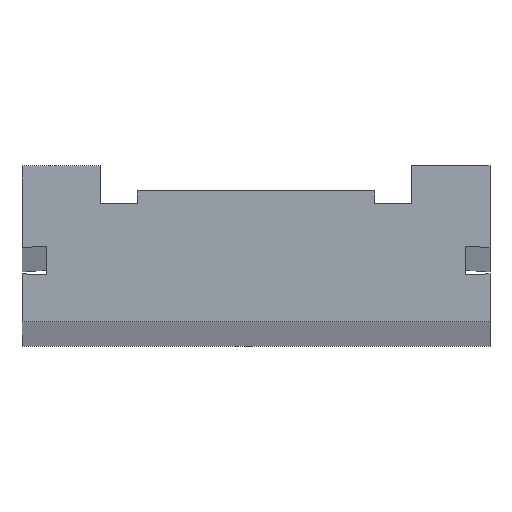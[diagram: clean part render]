
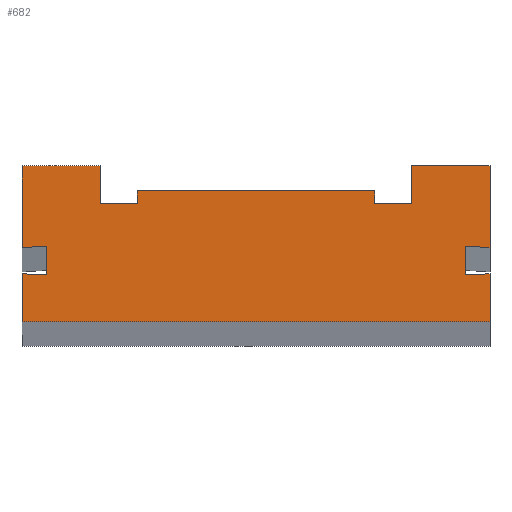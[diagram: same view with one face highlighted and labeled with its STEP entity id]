
A CAD part, top view. The second image highlights one B-rep face of the part: STEP entity #682.
In plain terms, the highlighted planar face has unit normal (0, 0, 1).
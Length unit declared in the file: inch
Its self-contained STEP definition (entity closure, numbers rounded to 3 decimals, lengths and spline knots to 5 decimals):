
#3 = DIRECTION ( 'NONE',  ( 0.999, -0.038, 0. ) ) ;
#9 = CARTESIAN_POINT ( 'NONE',  ( 0.039, 0.1215, 11.125 ) ) ;
#20 = VERTEX_POINT ( 'NONE', #49 ) ;
#27 = LINE ( 'NONE', #95, #299 ) ;
#28 = ORIENTED_EDGE ( 'NONE', *, *, #147, .T. ) ;
#44 = LINE ( 'NONE', #320, #563 ) ;
#45 = DIRECTION ( 'NONE',  ( 0., 1., 0. ) ) ;
#49 = CARTESIAN_POINT ( 'NONE',  ( 0.039, 0.0755, 11.125 ) ) ;
#52 = EDGE_CURVE ( 'NONE', #404, #348, #742, .T. ) ;
#55 = VECTOR ( 'NONE', #3, 39.37008 ) ;
#59 = ORIENTED_EDGE ( 'NONE', *, *, #153, .F. ) ;
#66 = CARTESIAN_POINT ( 'NONE',  ( 0.185, 0.21, 11.125 ) ) ;
#73 = CARTESIAN_POINT ( 'NONE',  ( 0.039, 0.0755, 11.125 ) ) ;
#76 = ORIENTED_EDGE ( 'NONE', *, *, #614, .T. ) ;
#82 = LINE ( 'NONE', #73, #579 ) ;
#87 = DIRECTION ( 'NONE',  ( 0., 0., 1. ) ) ;
#89 = EDGE_CURVE ( 'NONE', #575, #729, #803, .T. ) ;
#91 = VERTEX_POINT ( 'NONE', #745 ) ;
#95 = CARTESIAN_POINT ( 'NONE',  ( 0.62496, 0.25, 11.125 ) ) ;
#97 = VECTOR ( 'NONE', #45, 39.37008 ) ;
#99 = ORIENTED_EDGE ( 'NONE', *, *, #720, .T. ) ;
#109 = CARTESIAN_POINT ( 'NONE',  ( 0.125, 0.19, 11.125 ) ) ;
#113 = CARTESIAN_POINT ( 'NONE',  ( 0.75, 0.077, 11.125 ) ) ;
#115 = EDGE_CURVE ( 'NONE', #856, #202, #331, .T. ) ;
#121 = VECTOR ( 'NONE', #143, 39.37008 ) ;
#125 = EDGE_CURVE ( 'NONE', #20, #619, #82, .T. ) ;
#132 = LINE ( 'NONE', #413, #55 ) ;
#134 = VECTOR ( 'NONE', #158, 39.37008 ) ;
#137 = VECTOR ( 'NONE', #263, 39.37008 ) ;
#143 = DIRECTION ( 'NONE',  ( -1., 0., 0. ) ) ;
#145 = ORIENTED_EDGE ( 'NONE', *, *, #867, .F. ) ;
#147 = EDGE_CURVE ( 'NONE', #517, #341, #633, .T. ) ;
#153 = EDGE_CURVE ( 'NONE', #689, #20, #132, .T. ) ;
#158 = DIRECTION ( 'NONE',  ( 1., 0., 0. ) ) ;
#163 = DIRECTION ( 'NONE',  ( 0., -1., 0. ) ) ;
#179 = ORIENTED_EDGE ( 'NONE', *, *, #294, .T. ) ;
#185 = VECTOR ( 'NONE', #221, 39.37008 ) ;
#202 = VERTEX_POINT ( 'NONE', #238 ) ;
#206 = VERTEX_POINT ( 'NONE', #381 ) ;
#207 = LINE ( 'NONE', #349, #121 ) ;
#213 = LINE ( 'NONE', #66, #847 ) ;
#216 = AXIS2_PLACEMENT_3D ( 'NONE', #586, #87, #574 ) ;
#221 = DIRECTION ( 'NONE',  ( -1., 0., 0. ) ) ;
#223 = CARTESIAN_POINT ( 'NONE',  ( 0.75, 0.119, 11.125 ) ) ;
#231 = VECTOR ( 'NONE', #842, 39.37008 ) ;
#236 = PLANE ( 'NONE',  #216 ) ;
#238 = CARTESIAN_POINT ( 'NONE',  ( 0.125, 0.25, 11.125 ) ) ;
#251 = CARTESIAN_POINT ( 'NONE',  ( 0.56496, 0.19, 11.125 ) ) ;
#258 = VECTOR ( 'NONE', #632, 39.37008 ) ;
#259 = VECTOR ( 'NONE', #297, 39.37008 ) ;
#261 = ORIENTED_EDGE ( 'NONE', *, *, #478, .T. ) ;
#262 = LINE ( 'NONE', #817, #487 ) ;
#263 = DIRECTION ( 'NONE',  ( -0.999, -0.038, 0. ) ) ;
#267 = EDGE_CURVE ( 'NONE', #856, #531, #335, .T. ) ;
#288 = DIRECTION ( 'NONE',  ( 0., 1., 0. ) ) ;
#294 = EDGE_CURVE ( 'NONE', #724, #206, #860, .T. ) ;
#297 = DIRECTION ( 'NONE',  ( 1., 0., 0. ) ) ;
#298 = FACE_OUTER_BOUND ( 'NONE', #755, .T. ) ;
#299 = VECTOR ( 'NONE', #163, 39.37008 ) ;
#305 = CARTESIAN_POINT ( 'NONE',  ( 0., 0.25, 11.125 ) ) ;
#320 = CARTESIAN_POINT ( 'NONE',  ( 0.711, 0.0755, 11.125 ) ) ;
#321 = LINE ( 'NONE', #869, #134 ) ;
#325 = ORIENTED_EDGE ( 'NONE', *, *, #115, .T. ) ;
#327 = DIRECTION ( 'NONE',  ( 0., 1., 0. ) ) ;
#329 = ORIENTED_EDGE ( 'NONE', *, *, #89, .T. ) ;
#331 = LINE ( 'NONE', #540, #362 ) ;
#335 = LINE ( 'NONE', #658, #259 ) ;
#341 = VERTEX_POINT ( 'NONE', #251 ) ;
#348 = VERTEX_POINT ( 'NONE', #885 ) ;
#349 = CARTESIAN_POINT ( 'NONE',  ( 0.75, 0.25, 11.125 ) ) ;
#362 = VECTOR ( 'NONE', #288, 39.37008 ) ;
#367 = DIRECTION ( 'NONE',  ( 0., 1., 0. ) ) ;
#368 = CARTESIAN_POINT ( 'NONE',  ( 0.75, 0., 11.125 ) ) ;
#374 = ORIENTED_EDGE ( 'NONE', *, *, #758, .F. ) ;
#375 = EDGE_CURVE ( 'NONE', #544, #619, #262, .T. ) ;
#381 = CARTESIAN_POINT ( 'NONE',  ( 0.75, 0., 11.125 ) ) ;
#390 = CARTESIAN_POINT ( 'NONE',  ( 0., 0., 11.125 ) ) ;
#391 = VECTOR ( 'NONE', #513, 39.37008 ) ;
#404 = VERTEX_POINT ( 'NONE', #113 ) ;
#408 = VERTEX_POINT ( 'NONE', #684 ) ;
#409 = CARTESIAN_POINT ( 'NONE',  ( 0.62496, 0.19, 11.125 ) ) ;
#413 = CARTESIAN_POINT ( 'NONE',  ( 0., 0.077, 11.125 ) ) ;
#428 = EDGE_CURVE ( 'NONE', #826, #341, #607, .T. ) ;
#434 = CARTESIAN_POINT ( 'NONE',  ( 0.62496, 0.25, 11.125 ) ) ;
#440 = LINE ( 'NONE', #368, #231 ) ;
#441 = ORIENTED_EDGE ( 'NONE', *, *, #125, .F. ) ;
#449 = CARTESIAN_POINT ( 'NONE',  ( 0., 0., 11.125 ) ) ;
#466 = EDGE_CURVE ( 'NONE', #348, #91, #44, .T. ) ;
#478 = EDGE_CURVE ( 'NONE', #202, #740, #555, .T. ) ;
#482 = ORIENTED_EDGE ( 'NONE', *, *, #811, .T. ) ;
#486 = ORIENTED_EDGE ( 'NONE', *, *, #375, .T. ) ;
#487 = VECTOR ( 'NONE', #678, 39.37008 ) ;
#513 = DIRECTION ( 'NONE',  ( 1., 0., 0. ) ) ;
#517 = VERTEX_POINT ( 'NONE', #409 ) ;
#523 = CARTESIAN_POINT ( 'NONE',  ( 0., 0., 11.125 ) ) ;
#531 = VERTEX_POINT ( 'NONE', #830 ) ;
#540 = CARTESIAN_POINT ( 'NONE',  ( 0.125, 0.19, 11.125 ) ) ;
#544 = VERTEX_POINT ( 'NONE', #760 ) ;
#554 = ORIENTED_EDGE ( 'NONE', *, *, #863, .F. ) ;
#555 = LINE ( 'NONE', #836, #258 ) ;
#563 = VECTOR ( 'NONE', #599, 39.37008 ) ;
#574 = DIRECTION ( 'NONE',  ( 1., 0., 0. ) ) ;
#575 = VERTEX_POINT ( 'NONE', #223 ) ;
#579 = VECTOR ( 'NONE', #367, 39.37008 ) ;
#583 = EDGE_CURVE ( 'NONE', #408, #531, #213, .T. ) ;
#586 = CARTESIAN_POINT ( 'NONE',  ( 0., 0.25, 11.125 ) ) ;
#599 = DIRECTION ( 'NONE',  ( 0., 1., 0. ) ) ;
#607 = LINE ( 'NONE', #809, #650 ) ;
#609 = VECTOR ( 'NONE', #327, 39.37008 ) ;
#614 = EDGE_CURVE ( 'NONE', #729, #676, #207, .T. ) ;
#619 = VERTEX_POINT ( 'NONE', #9 ) ;
#632 = DIRECTION ( 'NONE',  ( -1., 0., 0. ) ) ;
#633 = LINE ( 'NONE', #837, #185 ) ;
#638 = ORIENTED_EDGE ( 'NONE', *, *, #583, .T. ) ;
#643 = ORIENTED_EDGE ( 'NONE', *, *, #732, .T. ) ;
#646 = ORIENTED_EDGE ( 'NONE', *, *, #466, .T. ) ;
#648 = DIRECTION ( 'NONE',  ( 0.998, -0.064, 0. ) ) ;
#650 = VECTOR ( 'NONE', #876, 39.37008 ) ;
#655 = CARTESIAN_POINT ( 'NONE',  ( 0.711, 0.1215, 11.125 ) ) ;
#658 = CARTESIAN_POINT ( 'NONE',  ( 0.125, 0.19, 11.125 ) ) ;
#669 = LINE ( 'NONE', #655, #831 ) ;
#676 = VERTEX_POINT ( 'NONE', #434 ) ;
#678 = DIRECTION ( 'NONE',  ( 0.998, 0.064, 0. ) ) ;
#682 = ADVANCED_FACE ( 'NONE', ( #298 ), #236, .T. ) ;
#684 = CARTESIAN_POINT ( 'NONE',  ( 0.185, 0.21, 11.125 ) ) ;
#689 = VERTEX_POINT ( 'NONE', #862 ) ;
#690 = DIRECTION ( 'NONE',  ( 0., -1., 0. ) ) ;
#706 = CARTESIAN_POINT ( 'NONE',  ( 0.75, 0.25, 11.125 ) ) ;
#715 = LINE ( 'NONE', #390, #97 ) ;
#716 = VECTOR ( 'NONE', #787, 39.37008 ) ;
#717 = LINE ( 'NONE', #855, #716 ) ;
#720 = EDGE_CURVE ( 'NONE', #206, #404, #440, .T. ) ;
#724 = VERTEX_POINT ( 'NONE', #449 ) ;
#729 = VERTEX_POINT ( 'NONE', #706 ) ;
#732 = EDGE_CURVE ( 'NONE', #676, #517, #27, .T. ) ;
#740 = VERTEX_POINT ( 'NONE', #305 ) ;
#742 = LINE ( 'NONE', #872, #137 ) ;
#745 = CARTESIAN_POINT ( 'NONE',  ( 0.711, 0.1215, 11.125 ) ) ;
#755 = EDGE_LOOP ( 'NONE', ( #554, #179, #99, #777, #646, #482, #329, #76, #643, #28, #797, #145, #638, #759, #325, #261, #374, #486, #441, #59 ) ) ;
#758 = EDGE_CURVE ( 'NONE', #544, #740, #717, .T. ) ;
#759 = ORIENTED_EDGE ( 'NONE', *, *, #267, .F. ) ;
#760 = CARTESIAN_POINT ( 'NONE',  ( 0., 0.119, 11.125 ) ) ;
#777 = ORIENTED_EDGE ( 'NONE', *, *, #52, .T. ) ;
#787 = DIRECTION ( 'NONE',  ( 0., 1., 0. ) ) ;
#797 = ORIENTED_EDGE ( 'NONE', *, *, #428, .F. ) ;
#803 = LINE ( 'NONE', #883, #609 ) ;
#809 = CARTESIAN_POINT ( 'NONE',  ( 0.56496, 0.21, 11.125 ) ) ;
#811 = EDGE_CURVE ( 'NONE', #91, #575, #669, .T. ) ;
#817 = CARTESIAN_POINT ( 'NONE',  ( 0., 0.119, 11.125 ) ) ;
#826 = VERTEX_POINT ( 'NONE', #861 ) ;
#830 = CARTESIAN_POINT ( 'NONE',  ( 0.185, 0.19, 11.125 ) ) ;
#831 = VECTOR ( 'NONE', #648, 39.37008 ) ;
#836 = CARTESIAN_POINT ( 'NONE',  ( 0.125, 0.25, 11.125 ) ) ;
#837 = CARTESIAN_POINT ( 'NONE',  ( 0.62496, 0.19, 11.125 ) ) ;
#842 = DIRECTION ( 'NONE',  ( 0., 1., 0. ) ) ;
#847 = VECTOR ( 'NONE', #690, 39.37008 ) ;
#855 = CARTESIAN_POINT ( 'NONE',  ( 0., 0.119, 11.125 ) ) ;
#856 = VERTEX_POINT ( 'NONE', #109 ) ;
#860 = LINE ( 'NONE', #523, #391 ) ;
#861 = CARTESIAN_POINT ( 'NONE',  ( 0.56496, 0.21, 11.125 ) ) ;
#862 = CARTESIAN_POINT ( 'NONE',  ( 0., 0.077, 11.125 ) ) ;
#863 = EDGE_CURVE ( 'NONE', #724, #689, #715, .T. ) ;
#867 = EDGE_CURVE ( 'NONE', #408, #826, #321, .T. ) ;
#869 = CARTESIAN_POINT ( 'NONE',  ( 0.185, 0.21, 11.125 ) ) ;
#872 = CARTESIAN_POINT ( 'NONE',  ( 0.75, 0.077, 11.125 ) ) ;
#876 = DIRECTION ( 'NONE',  ( 0., -1., 0. ) ) ;
#883 = CARTESIAN_POINT ( 'NONE',  ( 0.75, 0.119, 11.125 ) ) ;
#885 = CARTESIAN_POINT ( 'NONE',  ( 0.711, 0.0755, 11.125 ) ) ;
